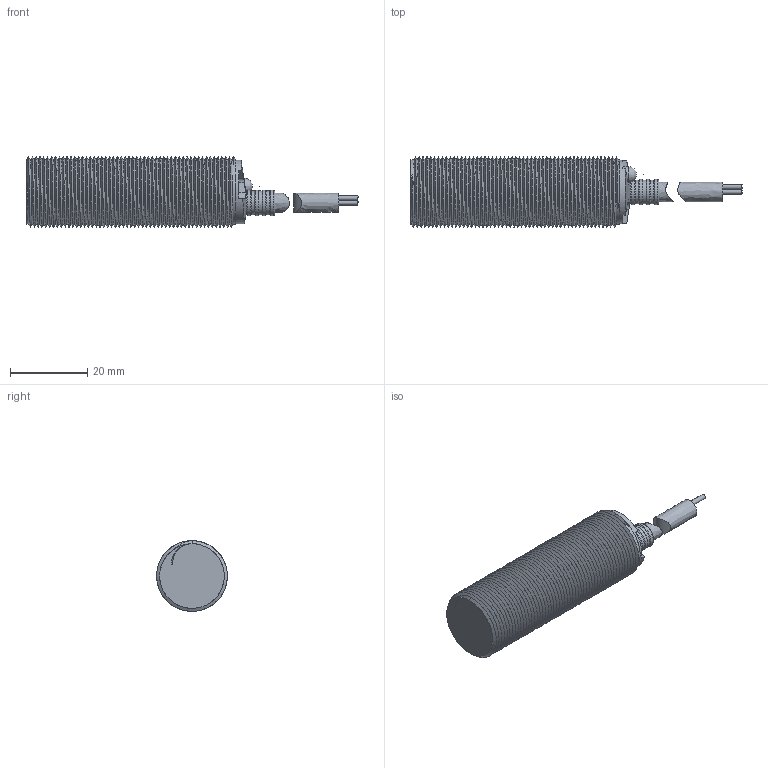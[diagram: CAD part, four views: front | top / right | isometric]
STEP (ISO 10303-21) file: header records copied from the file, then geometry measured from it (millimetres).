
FILE_DESCRIPTION(('FreeCAD Model'),'2;1');
FILE_NAME('FCM1-1805X-X2UX.stp','2021-12-07T14:42:57',( 'Author'),(''),'Open CASCADE STEP processor 7.3','FreeCAD','Unknown' );
FILE_SCHEMA(('AUTOMOTIVE_DESIGN { 1 0 10303 214 1 1 1 1 }'));
Length unit declared in the file: millimetre
Products named in the file (2): FCM1-1805X-X2UX; Sealm18
Bounding box: 85.78 x 18.26 x 18.26 mm (x, y, z)
Volume: 585.7 mm3; surface area: 7191.2 mm2
Topology: 3 solids, 5 shells, 115 faces, 1261 edges, 4999 vertices
Faces by surface type: bspline 115
Entity records: 29271 total; most frequent: CARTESIAN_POINT 21975, GEOMETRIC_CURVE_SET 977, TRIMMED_CURVE 976, B_SPLINE_CURVE_WITH_KNOTS 813, ORIENTED_EDGE 568, PCURVE 568, DEFINITIONAL_REPRESENTATION 568, DIRECTION 285
